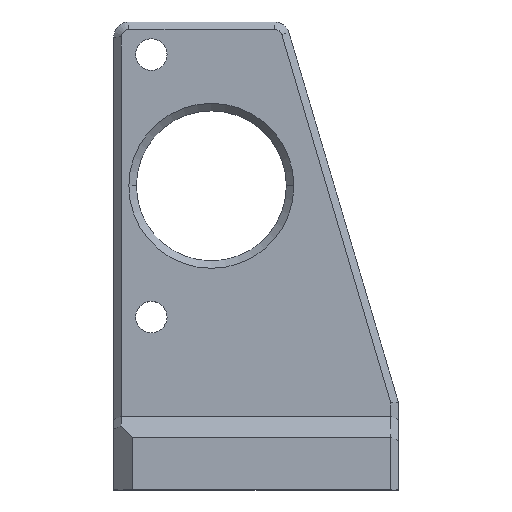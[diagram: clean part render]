
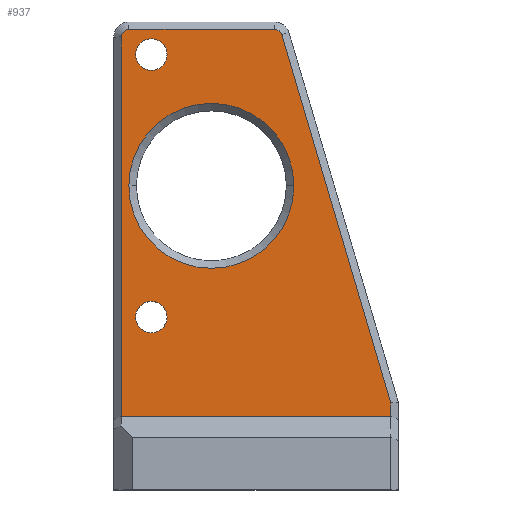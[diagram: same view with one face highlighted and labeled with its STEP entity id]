
A CAD part, top view. The second image highlights one B-rep face of the part: STEP entity #937.
In plain terms, the highlighted planar face has unit normal (0, 0, 1).
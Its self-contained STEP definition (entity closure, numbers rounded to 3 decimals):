
#6 = CIRCLE ( 'NONE', #912, 2.1 ) ;
#29 = LINE ( 'NONE', #321, #207 ) ;
#37 = FACE_BOUND ( 'NONE', #960, .T. ) ;
#51 = DIRECTION ( 'NONE',  ( 1., 0., 0. ) ) ;
#63 = CARTESIAN_POINT ( 'NONE',  ( -0.089, 40.532, 7.2 ) ) ;
#66 = DIRECTION ( 'NONE',  ( 0., 0., 1. ) ) ;
#69 = ORIENTED_EDGE ( 'NONE', *, *, #1272, .F. ) ;
#76 = AXIS2_PLACEMENT_3D ( 'NONE', #1006, #200, #1204 ) ;
#91 = ORIENTED_EDGE ( 'NONE', *, *, #658, .T. ) ;
#102 = EDGE_CURVE ( 'NONE', #217, #281, #685, .T. ) ;
#104 = LINE ( 'NONE', #781, #578 ) ;
#110 = CARTESIAN_POINT ( 'NONE',  ( -11.089, 40.532, 7.2 ) ) ;
#113 = ORIENTED_EDGE ( 'NONE', *, *, #1243, .F. ) ;
#125 = CARTESIAN_POINT ( 'NONE',  ( 9.289, 60.654, 7.2 ) ) ;
#134 = VERTEX_POINT ( 'NONE', #1129 ) ;
#145 = AXIS2_PLACEMENT_3D ( 'NONE', #544, #552, #51 ) ;
#149 = DIRECTION ( 'NONE',  ( 1., 0., 0. ) ) ;
#152 = CARTESIAN_POINT ( 'NONE',  ( 23.813, 9.8, 7.2 ) ) ;
#154 = PLANE ( 'NONE',  #356 ) ;
#155 = CARTESIAN_POINT ( 'NONE',  ( 8.331, 61.371, 7.2 ) ) ;
#165 = CARTESIAN_POINT ( 'NONE',  ( 23.813, 11.592, 7.2 ) ) ;
#167 = VERTEX_POINT ( 'NONE', #1028 ) ;
#177 = CARTESIAN_POINT ( 'NONE',  ( -8.089, 58.032, 7.2 ) ) ;
#200 = DIRECTION ( 'NONE',  ( 0., 0., 1. ) ) ;
#202 = CARTESIAN_POINT ( 'NONE',  ( -12.089, 9.8, 7.2 ) ) ;
#207 = VECTOR ( 'NONE', #1210, 1000. ) ;
#217 = VERTEX_POINT ( 'NONE', #724 ) ;
#226 = ORIENTED_EDGE ( 'NONE', *, *, #668, .T. ) ;
#233 = DIRECTION ( 'NONE',  ( 0., 0., 1. ) ) ;
#255 = VERTEX_POINT ( 'NONE', #1063 ) ;
#278 = VERTEX_POINT ( 'NONE', #152 ) ;
#281 = VERTEX_POINT ( 'NONE', #1142 ) ;
#282 = EDGE_CURVE ( 'NONE', #281, #278, #1150, .T. ) ;
#285 = DIRECTION ( 'NONE',  ( 0., 1., 0. ) ) ;
#301 = VERTEX_POINT ( 'NONE', #165 ) ;
#302 = EDGE_CURVE ( 'NONE', #1300, #785, #1176, .T. ) ;
#321 = CARTESIAN_POINT ( 'NONE',  ( -11.089, 61.371, 7.2 ) ) ;
#322 = EDGE_CURVE ( 'NONE', #167, #217, #736, .T. ) ;
#334 = CIRCLE ( 'NONE', #76, 2.1 ) ;
#354 = DIRECTION ( 'NONE',  ( 1., 0., 0. ) ) ;
#356 = AXIS2_PLACEMENT_3D ( 'NONE', #750, #441, #149 ) ;
#365 = EDGE_CURVE ( 'NONE', #486, #255, #557, .T. ) ;
#406 = VERTEX_POINT ( 'NONE', #125 ) ;
#410 = DIRECTION ( 'NONE',  ( 0., 0., 1. ) ) ;
#441 = DIRECTION ( 'NONE',  ( 0., 0., 1. ) ) ;
#460 = DIRECTION ( 'NONE',  ( 1., 0., 0. ) ) ;
#481 = EDGE_LOOP ( 'NONE', ( #1127, #113 ) ) ;
#486 = VERTEX_POINT ( 'NONE', #757 ) ;
#492 = DIRECTION ( 'NONE',  ( 0., -1., 0. ) ) ;
#498 = DIRECTION ( 'NONE',  ( 1., 0., 0. ) ) ;
#502 = DIRECTION ( 'NONE',  ( 0., 0., 1. ) ) ;
#535 = CARTESIAN_POINT ( 'NONE',  ( -5.989, 23.032, 7.2 ) ) ;
#544 = CARTESIAN_POINT ( 'NONE',  ( -0.089, 40.532, 7.2 ) ) ;
#552 = DIRECTION ( 'NONE',  ( 0., 0., -1. ) ) ;
#557 = CIRCLE ( 'NONE', #664, 2.1 ) ;
#559 = VERTEX_POINT ( 'NONE', #155 ) ;
#567 = EDGE_CURVE ( 'NONE', #785, #1300, #599, .T. ) ;
#578 = VECTOR ( 'NONE', #285, 1000. ) ;
#599 = CIRCLE ( 'NONE', #145, 11. ) ;
#614 = EDGE_CURVE ( 'NONE', #134, #855, #334, .T. ) ;
#618 = DIRECTION ( 'NONE',  ( 1., 0., 0. ) ) ;
#643 = CIRCLE ( 'NONE', #1151, 1. ) ;
#658 = EDGE_CURVE ( 'NONE', #406, #559, #643, .T. ) ;
#664 = AXIS2_PLACEMENT_3D ( 'NONE', #1134, #410, #618 ) ;
#668 = EDGE_CURVE ( 'NONE', #278, #301, #104, .T. ) ;
#685 = LINE ( 'NONE', #202, #1050 ) ;
#724 = CARTESIAN_POINT ( 'NONE',  ( -12.089, 60.371, 7.2 ) ) ;
#736 = CIRCLE ( 'NONE', #1069, 1. ) ;
#748 = CARTESIAN_POINT ( 'NONE',  ( -11.089, 60.371, 7.2 ) ) ;
#750 = CARTESIAN_POINT ( 'NONE',  ( 0., 0., 7.2 ) ) ;
#756 = LINE ( 'NONE', #1146, #772 ) ;
#757 = CARTESIAN_POINT ( 'NONE',  ( -10.189, 58.032, 7.2 ) ) ;
#772 = VECTOR ( 'NONE', #942, 1000. ) ;
#781 = CARTESIAN_POINT ( 'NONE',  ( 23.813, 11.737, 7.2 ) ) ;
#785 = VERTEX_POINT ( 'NONE', #110 ) ;
#793 = CARTESIAN_POINT ( 'NONE',  ( 8.331, 60.371, 7.2 ) ) ;
#795 = ORIENTED_EDGE ( 'NONE', *, *, #102, .T. ) ;
#798 = EDGE_CURVE ( 'NONE', #559, #167, #29, .T. ) ;
#813 = EDGE_LOOP ( 'NONE', ( #1026, #226, #861, #91, #1169, #1145, #795 ) ) ;
#837 = FACE_BOUND ( 'NONE', #481, .T. ) ;
#847 = CARTESIAN_POINT ( 'NONE',  ( -15.095, 9.8, 7.2 ) ) ;
#855 = VERTEX_POINT ( 'NONE', #535 ) ;
#861 = ORIENTED_EDGE ( 'NONE', *, *, #970, .T. ) ;
#912 = AXIS2_PLACEMENT_3D ( 'NONE', #1168, #66, #354 ) ;
#937 = ADVANCED_FACE ( 'NONE', ( #1053, #1252, #837, #37 ), #154, .T. ) ;
#942 = DIRECTION ( 'NONE',  ( -0.284, 0.959, 0. ) ) ;
#960 = EDGE_LOOP ( 'NONE', ( #991, #69 ) ) ;
#970 = EDGE_CURVE ( 'NONE', #301, #406, #756, .T. ) ;
#991 = ORIENTED_EDGE ( 'NONE', *, *, #365, .F. ) ;
#1006 = CARTESIAN_POINT ( 'NONE',  ( -8.089, 23.032, 7.2 ) ) ;
#1026 = ORIENTED_EDGE ( 'NONE', *, *, #282, .T. ) ;
#1028 = CARTESIAN_POINT ( 'NONE',  ( -11.089, 61.371, 7.2 ) ) ;
#1050 = VECTOR ( 'NONE', #492, 1000. ) ;
#1053 = FACE_BOUND ( 'NONE', #1101, .T. ) ;
#1057 = ORIENTED_EDGE ( 'NONE', *, *, #567, .T. ) ;
#1063 = CARTESIAN_POINT ( 'NONE',  ( -5.989, 58.032, 7.2 ) ) ;
#1069 = AXIS2_PLACEMENT_3D ( 'NONE', #748, #233, #1113 ) ;
#1101 = EDGE_LOOP ( 'NONE', ( #1188, #1057 ) ) ;
#1113 = DIRECTION ( 'NONE',  ( 1., 0., 0. ) ) ;
#1127 = ORIENTED_EDGE ( 'NONE', *, *, #614, .F. ) ;
#1129 = CARTESIAN_POINT ( 'NONE',  ( -10.189, 23.032, 7.2 ) ) ;
#1130 = AXIS2_PLACEMENT_3D ( 'NONE', #63, #1266, #1248 ) ;
#1134 = CARTESIAN_POINT ( 'NONE',  ( -8.089, 58.032, 7.2 ) ) ;
#1142 = CARTESIAN_POINT ( 'NONE',  ( -12.089, 9.8, 7.2 ) ) ;
#1145 = ORIENTED_EDGE ( 'NONE', *, *, #322, .T. ) ;
#1146 = CARTESIAN_POINT ( 'NONE',  ( 9.289, 60.654, 7.2 ) ) ;
#1150 = LINE ( 'NONE', #847, #1199 ) ;
#1151 = AXIS2_PLACEMENT_3D ( 'NONE', #793, #502, #498 ) ;
#1168 = CARTESIAN_POINT ( 'NONE',  ( -8.089, 23.032, 7.2 ) ) ;
#1169 = ORIENTED_EDGE ( 'NONE', *, *, #798, .T. ) ;
#1174 = DIRECTION ( 'NONE',  ( 0., 0., 1. ) ) ;
#1176 = CIRCLE ( 'NONE', #1130, 11. ) ;
#1183 = AXIS2_PLACEMENT_3D ( 'NONE', #177, #1174, #1186 ) ;
#1186 = DIRECTION ( 'NONE',  ( 1., 0., 0. ) ) ;
#1188 = ORIENTED_EDGE ( 'NONE', *, *, #302, .T. ) ;
#1199 = VECTOR ( 'NONE', #460, 1000. ) ;
#1204 = DIRECTION ( 'NONE',  ( 1., 0., 0. ) ) ;
#1210 = DIRECTION ( 'NONE',  ( -1., 0., 0. ) ) ;
#1225 = CIRCLE ( 'NONE', #1183, 2.1 ) ;
#1243 = EDGE_CURVE ( 'NONE', #855, #134, #6, .T. ) ;
#1248 = DIRECTION ( 'NONE',  ( 1., 0., 0. ) ) ;
#1252 = FACE_OUTER_BOUND ( 'NONE', #813, .T. ) ;
#1266 = DIRECTION ( 'NONE',  ( 0., 0., -1. ) ) ;
#1272 = EDGE_CURVE ( 'NONE', #255, #486, #1225, .T. ) ;
#1286 = CARTESIAN_POINT ( 'NONE',  ( 10.911, 40.532, 7.2 ) ) ;
#1300 = VERTEX_POINT ( 'NONE', #1286 ) ;
